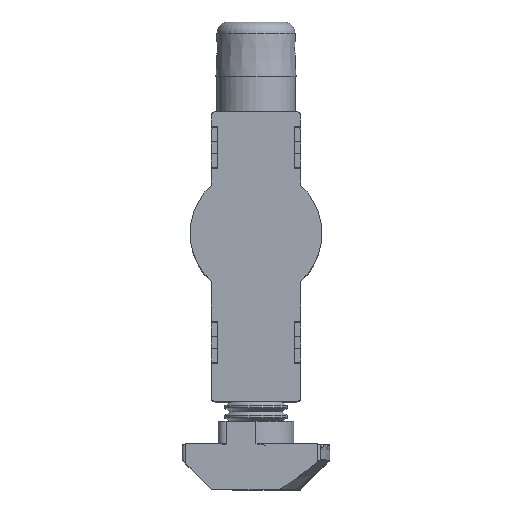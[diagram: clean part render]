
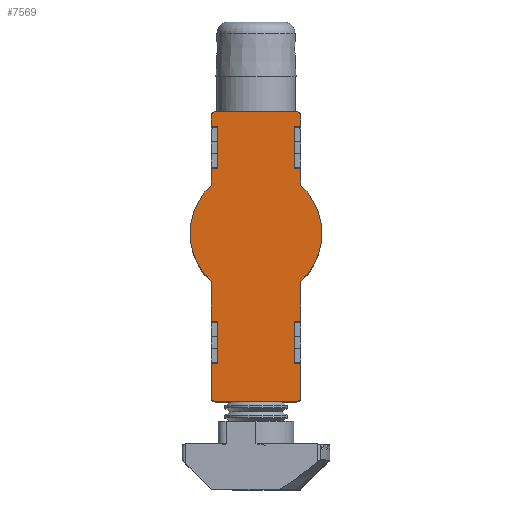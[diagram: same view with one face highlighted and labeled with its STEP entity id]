
A CAD part, top view. The second image highlights one B-rep face of the part: STEP entity #7569.
In plain terms, the highlighted planar face has unit normal (0, 0, 1).
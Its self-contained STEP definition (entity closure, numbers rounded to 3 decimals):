
#199=PLANE('',#8497);
#816=FACE_OUTER_BOUND('',#1246,.T.);
#1246=EDGE_LOOP('',(#6709,#6710,#6711,#6712,#6713,#6714,#6715,#6716,#6717,
#6718,#6719,#6720,#6721,#6722,#6723,#6724,#6725,#6726,#6727,#6728,#6729,
#6730,#6731,#6732,#6733,#6734,#6735,#6736));
#1730=LINE('',#15599,#2303);
#1744=LINE('',#15628,#2317);
#1760=LINE('',#15661,#2333);
#1776=LINE('',#15694,#2349);
#1851=LINE('',#15864,#2424);
#1854=LINE('',#15870,#2427);
#1857=LINE('',#15878,#2430);
#1859=LINE('',#15883,#2432);
#1863=LINE('',#15891,#2436);
#1865=LINE('',#15897,#2438);
#1868=LINE('',#15903,#2441);
#1872=LINE('',#15915,#2445);
#1873=LINE('',#15918,#2446);
#1875=LINE('',#15924,#2448);
#1878=LINE('',#15930,#2451);
#1879=LINE('',#15934,#2452);
#1883=LINE('',#15943,#2456);
#1887=LINE('',#15951,#2460);
#1889=LINE('',#15957,#2462);
#1892=LINE('',#15963,#2465);
#1896=LINE('',#15975,#2469);
#1897=LINE('',#15978,#2470);
#2303=VECTOR('',#10320,1000.);
#2317=VECTOR('',#10340,1000.);
#2333=VECTOR('',#10362,1000.);
#2349=VECTOR('',#10384,1000.);
#2424=VECTOR('',#10501,1000.);
#2427=VECTOR('',#10506,1000.);
#2430=VECTOR('',#10511,1000.);
#2432=VECTOR('',#10515,1000.);
#2436=VECTOR('',#10523,1000.);
#2438=VECTOR('',#10529,1000.);
#2441=VECTOR('',#10534,1000.);
#2445=VECTOR('',#10546,1000.);
#2446=VECTOR('',#10551,1000.);
#2448=VECTOR('',#10557,1000.);
#2451=VECTOR('',#10562,1000.);
#2452=VECTOR('',#10565,1000.);
#2456=VECTOR('',#10571,1000.);
#2460=VECTOR('',#10579,1000.);
#2462=VECTOR('',#10585,1000.);
#2465=VECTOR('',#10590,1000.);
#2469=VECTOR('',#10602,1000.);
#2470=VECTOR('',#10607,1000.);
#2961=CIRCLE('',#8477,8.45);
#2967=CIRCLE('',#8493,8.45);
#2969=CIRCLE('',#8498,0.5);
#2970=CIRCLE('',#8499,0.5);
#2971=CIRCLE('',#8500,0.5);
#2972=CIRCLE('',#8501,0.5);
#3532=VERTEX_POINT('',#15596);
#3533=VERTEX_POINT('',#15598);
#3544=VERTEX_POINT('',#15625);
#3545=VERTEX_POINT('',#15627);
#3558=VERTEX_POINT('',#15658);
#3559=VERTEX_POINT('',#15660);
#3572=VERTEX_POINT('',#15691);
#3573=VERTEX_POINT('',#15693);
#3647=VERTEX_POINT('',#15862);
#3649=VERTEX_POINT('',#15868);
#3652=VERTEX_POINT('',#15875);
#3653=VERTEX_POINT('',#15877);
#3654=VERTEX_POINT('',#15881);
#3655=VERTEX_POINT('',#15882);
#3659=VERTEX_POINT('',#15895);
#3661=VERTEX_POINT('',#15901);
#3663=VERTEX_POINT('',#15907);
#3665=VERTEX_POINT('',#15913);
#3667=VERTEX_POINT('',#15922);
#3669=VERTEX_POINT('',#15928);
#3670=VERTEX_POINT('',#15932);
#3671=VERTEX_POINT('',#15933);
#3674=VERTEX_POINT('',#15941);
#3675=VERTEX_POINT('',#15942);
#3679=VERTEX_POINT('',#15955);
#3681=VERTEX_POINT('',#15961);
#3683=VERTEX_POINT('',#15967);
#3685=VERTEX_POINT('',#15973);
#4541=EDGE_CURVE('',#3533,#3532,#1730,.T.);
#4555=EDGE_CURVE('',#3545,#3544,#1744,.T.);
#4571=EDGE_CURVE('',#3559,#3558,#1760,.T.);
#4587=EDGE_CURVE('',#3573,#3572,#1776,.T.);
#4677=EDGE_CURVE('',#3572,#3647,#1851,.T.);
#4680=EDGE_CURVE('',#3647,#3649,#1854,.T.);
#4683=EDGE_CURVE('',#3653,#3652,#1857,.T.);
#4685=EDGE_CURVE('',#3654,#3655,#1859,.T.);
#4690=EDGE_CURVE('',#3655,#3559,#1863,.T.);
#4693=EDGE_CURVE('',#3558,#3659,#1865,.T.);
#4696=EDGE_CURVE('',#3659,#3661,#1868,.T.);
#4699=EDGE_CURVE('',#3661,#3663,#2961,.T.);
#4702=EDGE_CURVE('',#3663,#3665,#1872,.T.);
#4704=EDGE_CURVE('',#3665,#3545,#1873,.T.);
#4707=EDGE_CURVE('',#3544,#3667,#1875,.T.);
#4710=EDGE_CURVE('',#3667,#3669,#1878,.T.);
#4711=EDGE_CURVE('',#3670,#3671,#1879,.T.);
#4715=EDGE_CURVE('',#3674,#3675,#1883,.T.);
#4720=EDGE_CURVE('',#3675,#3533,#1887,.T.);
#4723=EDGE_CURVE('',#3532,#3679,#1889,.T.);
#4726=EDGE_CURVE('',#3679,#3681,#1892,.T.);
#4729=EDGE_CURVE('',#3681,#3683,#2967,.T.);
#4732=EDGE_CURVE('',#3683,#3685,#1896,.T.);
#4734=EDGE_CURVE('',#3685,#3573,#1897,.T.);
#4735=EDGE_CURVE('',#3669,#3670,#2969,.T.);
#4736=EDGE_CURVE('',#3671,#3674,#2970,.T.);
#4737=EDGE_CURVE('',#3649,#3653,#2971,.T.);
#4738=EDGE_CURVE('',#3652,#3654,#2972,.T.);
#6709=ORIENTED_EDGE('',*,*,#4710,.T.);
#6710=ORIENTED_EDGE('',*,*,#4735,.T.);
#6711=ORIENTED_EDGE('',*,*,#4711,.T.);
#6712=ORIENTED_EDGE('',*,*,#4736,.T.);
#6713=ORIENTED_EDGE('',*,*,#4715,.T.);
#6714=ORIENTED_EDGE('',*,*,#4720,.T.);
#6715=ORIENTED_EDGE('',*,*,#4541,.T.);
#6716=ORIENTED_EDGE('',*,*,#4723,.T.);
#6717=ORIENTED_EDGE('',*,*,#4726,.T.);
#6718=ORIENTED_EDGE('',*,*,#4729,.T.);
#6719=ORIENTED_EDGE('',*,*,#4732,.T.);
#6720=ORIENTED_EDGE('',*,*,#4734,.T.);
#6721=ORIENTED_EDGE('',*,*,#4587,.T.);
#6722=ORIENTED_EDGE('',*,*,#4677,.T.);
#6723=ORIENTED_EDGE('',*,*,#4680,.T.);
#6724=ORIENTED_EDGE('',*,*,#4737,.T.);
#6725=ORIENTED_EDGE('',*,*,#4683,.T.);
#6726=ORIENTED_EDGE('',*,*,#4738,.T.);
#6727=ORIENTED_EDGE('',*,*,#4685,.T.);
#6728=ORIENTED_EDGE('',*,*,#4690,.T.);
#6729=ORIENTED_EDGE('',*,*,#4571,.T.);
#6730=ORIENTED_EDGE('',*,*,#4693,.T.);
#6731=ORIENTED_EDGE('',*,*,#4696,.T.);
#6732=ORIENTED_EDGE('',*,*,#4699,.T.);
#6733=ORIENTED_EDGE('',*,*,#4702,.T.);
#6734=ORIENTED_EDGE('',*,*,#4704,.T.);
#6735=ORIENTED_EDGE('',*,*,#4555,.T.);
#6736=ORIENTED_EDGE('',*,*,#4707,.T.);
#7569=ADVANCED_FACE('',(#816),#199,.T.);
#8477=AXIS2_PLACEMENT_3D('',#15909,#10540,#10541);
#8493=AXIS2_PLACEMENT_3D('',#15969,#10596,#10597);
#8497=AXIS2_PLACEMENT_3D('',#15979,#10608,#10609);
#8498=AXIS2_PLACEMENT_3D('',#15980,#10610,#10611);
#8499=AXIS2_PLACEMENT_3D('',#15981,#10612,#10613);
#8500=AXIS2_PLACEMENT_3D('',#15982,#10614,#10615);
#8501=AXIS2_PLACEMENT_3D('',#15983,#10616,#10617);
#10320=DIRECTION('',(-1.,0.,0.));
#10340=DIRECTION('',(1.,0.,0.));
#10362=DIRECTION('',(1.,0.,0.));
#10384=DIRECTION('',(-1.,0.,0.));
#10501=DIRECTION('',(0.,1.,0.));
#10506=DIRECTION('',(-1.,0.,0.));
#10511=DIRECTION('',(0.,-1.,0.));
#10515=DIRECTION('',(1.,0.,0.));
#10523=DIRECTION('',(0.,1.,0.));
#10529=DIRECTION('',(0.,-1.,0.));
#10534=DIRECTION('',(1.,0.,0.));
#10540=DIRECTION('center_axis',(0.,0.,1.));
#10541=DIRECTION('ref_axis',(1.,0.,0.));
#10546=DIRECTION('',(1.,0.,0.));
#10551=DIRECTION('',(0.,1.,0.));
#10557=DIRECTION('',(0.,-1.,0.));
#10562=DIRECTION('',(1.,0.,0.));
#10565=DIRECTION('',(0.,1.,0.));
#10571=DIRECTION('',(-1.,0.,0.));
#10579=DIRECTION('',(0.,-1.,0.));
#10585=DIRECTION('',(0.,1.,0.));
#10590=DIRECTION('',(-1.,0.,0.));
#10596=DIRECTION('center_axis',(0.,0.,1.));
#10597=DIRECTION('ref_axis',(1.,0.,0.));
#10602=DIRECTION('',(-1.,0.,0.));
#10607=DIRECTION('',(0.,-1.,0.));
#10608=DIRECTION('center_axis',(0.,0.,1.));
#10609=DIRECTION('ref_axis',(1.,0.,0.));
#10610=DIRECTION('center_axis',(0.,0.,1.));
#10611=DIRECTION('ref_axis',(1.,0.,0.));
#10612=DIRECTION('center_axis',(0.,0.,1.));
#10613=DIRECTION('ref_axis',(1.,0.,0.));
#10614=DIRECTION('center_axis',(0.,0.,1.));
#10615=DIRECTION('ref_axis',(1.,0.,0.));
#10616=DIRECTION('center_axis',(0.,0.,1.));
#10617=DIRECTION('ref_axis',(1.,0.,0.));
#15596=CARTESIAN_POINT('',(8.3,4.95,1.4));
#15598=CARTESIAN_POINT('',(13.7,4.95,1.4));
#15599=CARTESIAN_POINT('',(8.3,4.95,1.4));
#15625=CARTESIAN_POINT('',(13.7,-4.95,1.4));
#15627=CARTESIAN_POINT('',(8.3,-4.95,1.4));
#15628=CARTESIAN_POINT('',(8.3,-4.95,1.4));
#15658=CARTESIAN_POINT('',(-11.3,-4.95,1.4));
#15660=CARTESIAN_POINT('',(-16.7,-4.95,1.4));
#15661=CARTESIAN_POINT('',(-16.7,-4.95,1.4));
#15691=CARTESIAN_POINT('',(-16.7,4.95,1.4));
#15693=CARTESIAN_POINT('',(-11.3,4.95,1.4));
#15694=CARTESIAN_POINT('',(-16.7,4.95,1.4));
#15862=CARTESIAN_POINT('',(-16.7,5.75,1.4));
#15864=CARTESIAN_POINT('',(-16.7,5.75,1.4));
#15868=CARTESIAN_POINT('',(-21.1,5.75,1.4));
#15870=CARTESIAN_POINT('',(-21.6,5.75,1.4));
#15875=CARTESIAN_POINT('',(-21.6,-5.25,1.4));
#15877=CARTESIAN_POINT('',(-21.6,5.25,1.4));
#15878=CARTESIAN_POINT('',(-21.6,5.75,1.4));
#15881=CARTESIAN_POINT('',(-21.1,-5.75,1.4));
#15882=CARTESIAN_POINT('',(-16.7,-5.75,1.4));
#15883=CARTESIAN_POINT('',(-21.6,-5.75,1.4));
#15891=CARTESIAN_POINT('',(-16.7,-4.95,1.4));
#15895=CARTESIAN_POINT('',(-11.3,-5.75,1.4));
#15897=CARTESIAN_POINT('',(-11.3,-4.95,1.4));
#15901=CARTESIAN_POINT('',(-6.192,-5.75,1.4));
#15903=CARTESIAN_POINT('',(-11.3,-5.75,1.4));
#15907=CARTESIAN_POINT('',(6.192,-5.75,1.4));
#15909=CARTESIAN_POINT('Origin',(0.,0.,1.4));
#15913=CARTESIAN_POINT('',(8.3,-5.75,1.4));
#15915=CARTESIAN_POINT('',(6.192,-5.75,1.4));
#15918=CARTESIAN_POINT('',(8.3,-4.95,1.4));
#15922=CARTESIAN_POINT('',(13.7,-5.75,1.4));
#15924=CARTESIAN_POINT('',(13.7,-4.95,1.4));
#15928=CARTESIAN_POINT('',(15.1,-5.75,1.4));
#15930=CARTESIAN_POINT('',(13.7,-5.75,1.4));
#15932=CARTESIAN_POINT('',(15.6,-5.25,1.4));
#15933=CARTESIAN_POINT('',(15.6,5.25,1.4));
#15934=CARTESIAN_POINT('',(15.6,5.75,1.4));
#15941=CARTESIAN_POINT('',(15.1,5.75,1.4));
#15942=CARTESIAN_POINT('',(13.7,5.75,1.4));
#15943=CARTESIAN_POINT('',(13.7,5.75,1.4));
#15951=CARTESIAN_POINT('',(13.7,5.75,1.4));
#15955=CARTESIAN_POINT('',(8.3,5.75,1.4));
#15957=CARTESIAN_POINT('',(8.3,5.75,1.4));
#15961=CARTESIAN_POINT('',(6.192,5.75,1.4));
#15963=CARTESIAN_POINT('',(6.192,5.75,1.4));
#15967=CARTESIAN_POINT('',(-6.192,5.75,1.4));
#15969=CARTESIAN_POINT('Origin',(0.,0.,1.4));
#15973=CARTESIAN_POINT('',(-11.3,5.75,1.4));
#15975=CARTESIAN_POINT('',(-11.3,5.75,1.4));
#15978=CARTESIAN_POINT('',(-11.3,5.75,1.4));
#15979=CARTESIAN_POINT('Origin',(0.,0.,1.4));
#15980=CARTESIAN_POINT('Origin',(15.1,-5.25,1.4));
#15981=CARTESIAN_POINT('Origin',(15.1,5.25,1.4));
#15982=CARTESIAN_POINT('Origin',(-21.1,5.25,1.4));
#15983=CARTESIAN_POINT('Origin',(-21.1,-5.25,1.4));
